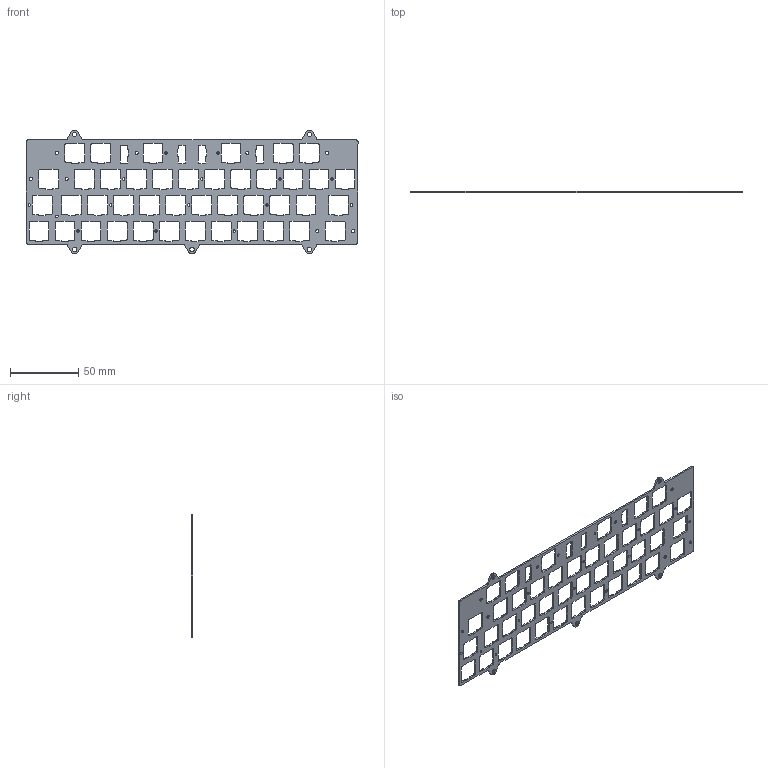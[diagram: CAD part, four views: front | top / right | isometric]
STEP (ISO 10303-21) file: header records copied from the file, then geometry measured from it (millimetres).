
FILE_DESCRIPTION (( 'STEP AP214' ), '1' );
FILE_NAME ('Minne_Topre_Split_Plate.STEP', '2023-01-08T20:50:14', ( '' ), ( '' ), 'SwSTEP 2.0', 'SolidWorks 2019', '' );
FILE_SCHEMA (( 'AUTOMOTIVE_DESIGN' ));
Length unit declared in the file: millimetre
Products named in the file (1): Minne_Topre_Split_Plate
Bounding box: 242.89 x 1.2 x 90.15 mm (x, y, z)
Volume: 11389.5 mm3; surface area: 23081.4 mm2
Topology: 1 solids, 1 shells, 758 faces, 2252 edges, 1496 vertices
Faces by surface type: cylinder 445, plane 297, cone 16
Entity records: 26064 total; most frequent: DIRECTION 4676, CARTESIAN_POINT 4507, ORIENTED_EDGE 4504, EDGE_CURVE 2252, AXIS2_PLACEMENT_3D 1665, VERTEX_POINT 1496, VECTOR 1346, LINE 1346
